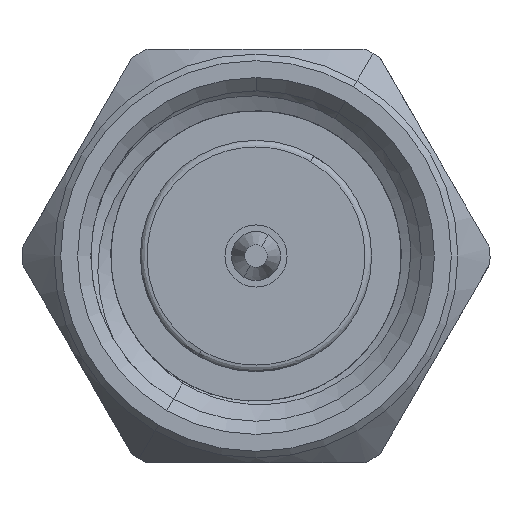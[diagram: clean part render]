
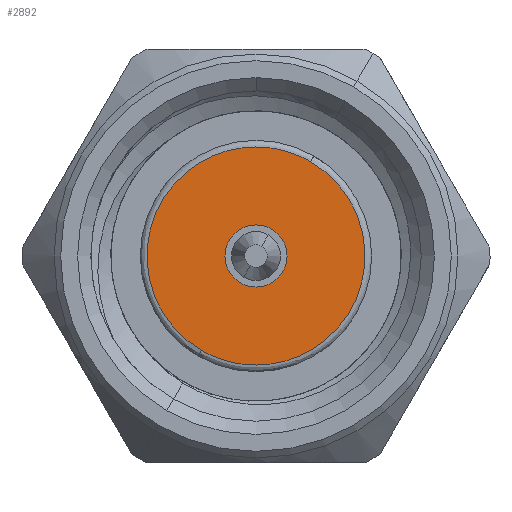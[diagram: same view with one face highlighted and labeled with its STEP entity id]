
A CAD part, left-side view. The second image highlights one B-rep face of the part: STEP entity #2892.
In plain terms, the highlighted planar face has unit normal (-1, 0, 0).
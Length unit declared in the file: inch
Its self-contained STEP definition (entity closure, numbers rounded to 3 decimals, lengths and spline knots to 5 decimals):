
#28 = CARTESIAN_POINT ( 'NONE',  ( 0.1, 0.04125, -0.07145 ) ) ;
#1020 = CARTESIAN_POINT ( 'NONE',  ( 0.1, 0., 0. ) ) ;
#1165 = DIRECTION ( 'NONE',  ( 0., 0.5, -0.866 ) ) ;
#1217 = VERTEX_POINT ( 'NONE', #2226 ) ;
#1636 = CIRCLE ( 'NONE', #1988, 0.0235 ) ;
#1728 = ORIENTED_EDGE ( 'NONE', *, *, #5366, .F. ) ;
#1931 = DIRECTION ( 'NONE',  ( 0., 0.5, -0.866 ) ) ;
#1988 = AXIS2_PLACEMENT_3D ( 'NONE', #5618, #5150, #1931 ) ;
#2019 = EDGE_LOOP ( 'NONE', ( #1728, #2040 ) ) ;
#2034 = CARTESIAN_POINT ( 'NONE',  ( 0.1, -0.04125, 0.07145 ) ) ;
#2040 = ORIENTED_EDGE ( 'NONE', *, *, #6853, .F. ) ;
#2076 = CARTESIAN_POINT ( 'NONE',  ( 0.1, 0.18414, 0.01105 ) ) ;
#2125 = CARTESIAN_POINT ( 'NONE',  ( 0.1, -0.04125, 0.07145 ) ) ;
#2129 = CARTESIAN_POINT ( 'NONE',  ( 0.1, -0.04125, 0.07145 ) ) ;
#2226 = CARTESIAN_POINT ( 'NONE',  ( 0.1, 0.04125, -0.07145 ) ) ;
#2325 = DIRECTION ( 'NONE',  ( 0., 0.5, -0.866 ) ) ;
#2600 = DIRECTION ( 'NONE',  ( 1., 0., 0. ) ) ;
#2725 = EDGE_LOOP ( 'NONE', ( #5114, #6219 ) ) ;
#2798 = AXIS2_PLACEMENT_3D ( 'NONE', #1020, #2600, #1165 ) ;
#2890 = FACE_OUTER_BOUND ( 'NONE', #2019, .T. ) ;
#2892 = ADVANCED_FACE ( 'NONE', ( #6894, #2890 ), #3679, .F. ) ;
#3062 = VERTEX_POINT ( 'NONE', #4672 ) ;
#3165 = CARTESIAN_POINT ( 'NONE',  ( 0.1, -0.10164, -0.15395 ) ) ;
#3679 = PLANE ( 'NONE',  #2798 ) ;
#3693 = CARTESIAN_POINT ( 'NONE',  ( 0.1, -0.18414, -0.01105 ) ) ;
#4377 = VERTEX_POINT ( 'NONE', #2034 ) ;
#4555 = DIRECTION ( 'NONE',  ( -1., 0., 0. ) ) ;
#4672 = CARTESIAN_POINT ( 'NONE',  ( 0.1, -0.01175, 0.02035 ) ) ;
#4760 = AXIS2_PLACEMENT_3D ( 'NONE', #6686, #4555, #2325 ) ;
#4771 = CARTESIAN_POINT ( 'NONE',  ( 0.1, 0.10164, 0.15395 ) ) ;
#4869 = VERTEX_POINT ( 'NONE', #5678 ) ;
#5079 = CIRCLE ( 'NONE', #4760, 0.0235 ) ;
#5114 = ORIENTED_EDGE ( 'NONE', *, *, #6485, .F. ) ;
#5150 = DIRECTION ( 'NONE',  ( -1., 0., 0. ) ) ;
#5366 = EDGE_CURVE ( 'NONE', #1217, #4377, #6663, .T. ) ;
#5415 =( BOUNDED_CURVE ( )  B_SPLINE_CURVE ( 3, ( #2129, #3693, #3165, #5884 ),
 .UNSPECIFIED., .F., .F. ) 
 B_SPLINE_CURVE_WITH_KNOTS ( ( 4, 4 ),
 ( 0., 1. ),
 .UNSPECIFIED. ) 
 CURVE ( )  GEOMETRIC_REPRESENTATION_ITEM ( )  RATIONAL_B_SPLINE_CURVE ( ( 1., 0.333, 0.333, 1. ) ) 
 REPRESENTATION_ITEM ( '' )  );
#5618 = CARTESIAN_POINT ( 'NONE',  ( 0.1, 0., 0. ) ) ;
#5678 = CARTESIAN_POINT ( 'NONE',  ( 0.1, 0.01175, -0.02035 ) ) ;
#5884 = CARTESIAN_POINT ( 'NONE',  ( 0.1, 0.04125, -0.07145 ) ) ;
#6011 = EDGE_CURVE ( 'NONE', #3062, #4869, #1636, .T. ) ;
#6219 = ORIENTED_EDGE ( 'NONE', *, *, #6011, .F. ) ;
#6485 = EDGE_CURVE ( 'NONE', #4869, #3062, #5079, .T. ) ;
#6663 =( BOUNDED_CURVE ( )  B_SPLINE_CURVE ( 3, ( #28, #2076, #4771, #2125 ),
 .UNSPECIFIED., .F., .F. ) 
 B_SPLINE_CURVE_WITH_KNOTS ( ( 4, 4 ),
 ( 0., 1. ),
 .UNSPECIFIED. ) 
 CURVE ( )  GEOMETRIC_REPRESENTATION_ITEM ( )  RATIONAL_B_SPLINE_CURVE ( ( 1., 0.333, 0.333, 1. ) ) 
 REPRESENTATION_ITEM ( '' )  );
#6686 = CARTESIAN_POINT ( 'NONE',  ( 0.1, 0., 0. ) ) ;
#6853 = EDGE_CURVE ( 'NONE', #4377, #1217, #5415, .T. ) ;
#6894 = FACE_BOUND ( 'NONE', #2725, .T. ) ;
